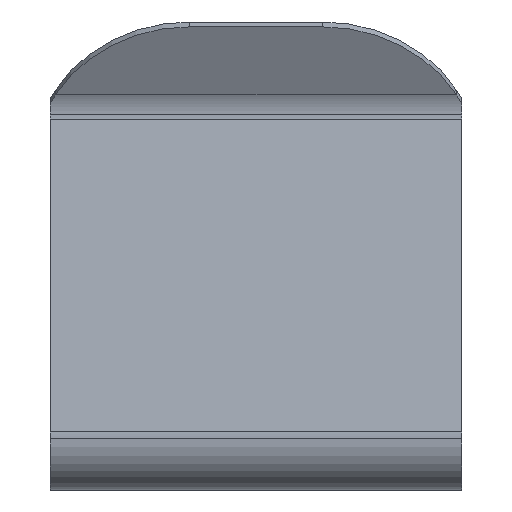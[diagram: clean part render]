
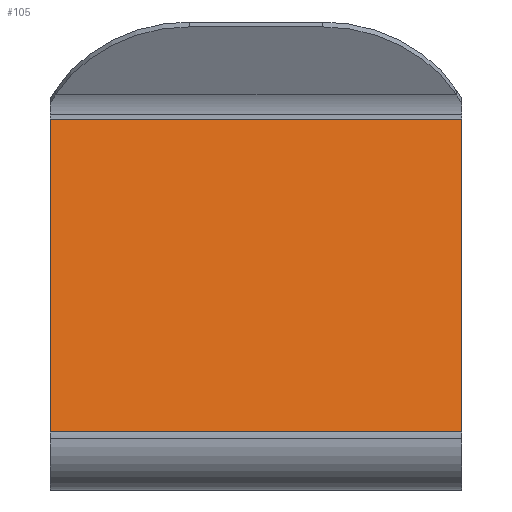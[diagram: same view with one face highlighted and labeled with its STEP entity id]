
A CAD part, left-side view. The second image highlights one B-rep face of the part: STEP entity #105.
In plain terms, the highlighted planar face has unit normal (-0.992, 0, 0.128).
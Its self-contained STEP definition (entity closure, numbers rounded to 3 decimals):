
#105=ADVANCED_FACE('',(#226),#227,.T.);
#226=FACE_OUTER_BOUND('',#360,.T.);
#227=PLANE('',#361);
#360=EDGE_LOOP('',(#615,#616,#617,#618));
#361=AXIS2_PLACEMENT_3D('',#619,#620,#621);
#615=ORIENTED_EDGE('',*,*,#880,.T.);
#616=ORIENTED_EDGE('',*,*,#857,.T.);
#617=ORIENTED_EDGE('',*,*,#921,.F.);
#618=ORIENTED_EDGE('',*,*,#922,.F.);
#619=CARTESIAN_POINT('',(-9.707,4.0,-1.897));
#620=DIRECTION('',(-0.992,0.,0.128));
#621=DIRECTION('',(0.,1.0,0.0));
#857=EDGE_CURVE('',#1041,#1039,#1042,.T.);
#880=EDGE_CURVE('',#1080,#1041,#1081,.T.);
#921=EDGE_CURVE('',#1136,#1039,#1137,.T.);
#922=EDGE_CURVE('',#1080,#1136,#1138,.T.);
#1039=VERTEX_POINT('',#1277);
#1041=VERTEX_POINT('',#1279);
#1042=LINE('',#1280,#1281);
#1080=VERTEX_POINT('',#1327);
#1081=LINE('',#1328,#1329);
#1136=VERTEX_POINT('',#1400);
#1137=LINE('',#1401,#1402);
#1138=LINE('',#1403,#1404);
#1277=CARTESIAN_POINT('',(-10.492,-4.0,-7.966));
#1279=CARTESIAN_POINT('',(-10.492,4.0,-7.966));
#1280=CARTESIAN_POINT('',(-10.492,4.0,-7.966));
#1281=VECTOR('',#1554,8.0);
#1327=CARTESIAN_POINT('',(-9.707,4.0,-1.897));
#1328=CARTESIAN_POINT('',(-9.707,4.0,-1.897));
#1329=VECTOR('',#1596,6.12);
#1400=CARTESIAN_POINT('',(-9.707,-4.0,-1.897));
#1401=CARTESIAN_POINT('',(-9.707,-4.0,-1.897));
#1402=VECTOR('',#1652,6.12);
#1403=CARTESIAN_POINT('',(-9.707,4.0,-1.897));
#1404=VECTOR('',#1653,8.0);
#1554=DIRECTION('',(0.0,-1.0,0.));
#1596=DIRECTION('',(-0.128,0.,-0.992));
#1652=DIRECTION('',(-0.128,0.,-0.992));
#1653=DIRECTION('',(0.0,-1.0,0.));
